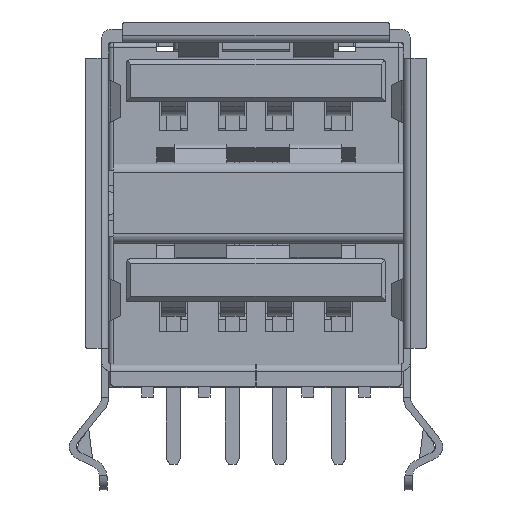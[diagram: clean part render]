
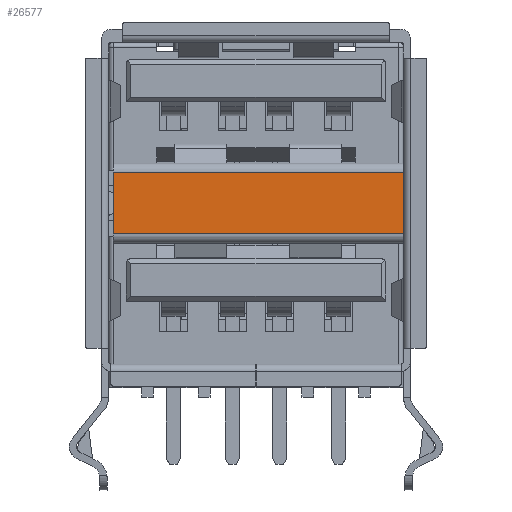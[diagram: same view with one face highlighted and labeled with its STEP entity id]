
A CAD part, front view. The second image highlights one B-rep face of the part: STEP entity #26577.
In plain terms, the highlighted planar face has unit normal (0, -1, 0).
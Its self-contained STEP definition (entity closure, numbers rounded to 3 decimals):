
#1518=PLANE('',#28729);
#2805=FACE_OUTER_BOUND('',#4199,.T.);
#4199=EDGE_LOOP('',(#24495,#24496,#24497,#24498));
#7212=LINE('',#43700,#10218);
#7213=LINE('',#43703,#10219);
#7214=LINE('',#43705,#10220);
#7215=LINE('',#43706,#10221);
#10218=VECTOR('',#35813,1000.);
#10219=VECTOR('',#35816,1000.);
#10220=VECTOR('',#35817,1000.);
#10221=VECTOR('',#35818,1000.);
#13385=VERTEX_POINT('',#43696);
#13386=VERTEX_POINT('',#43698);
#13387=VERTEX_POINT('',#43702);
#13388=VERTEX_POINT('',#43704);
#17146=EDGE_CURVE('',#13386,#13385,#7212,.T.);
#17147=EDGE_CURVE('',#13385,#13387,#7213,.T.);
#17148=EDGE_CURVE('',#13386,#13388,#7214,.T.);
#17149=EDGE_CURVE('',#13388,#13387,#7215,.T.);
#24495=ORIENTED_EDGE('',*,*,#17147,.F.);
#24496=ORIENTED_EDGE('',*,*,#17146,.F.);
#24497=ORIENTED_EDGE('',*,*,#17148,.T.);
#24498=ORIENTED_EDGE('',*,*,#17149,.T.);
#26577=ADVANCED_FACE('',(#2805),#1518,.T.);
#28729=AXIS2_PLACEMENT_3D('',#43701,#35814,#35815);
#35813=DIRECTION('',(1.,0.,0.));
#35814=DIRECTION('center_axis',(0.,-1.,0.));
#35815=DIRECTION('ref_axis',(0.,0.,-1.));
#35816=DIRECTION('',(0.,0.,-1.));
#35817=DIRECTION('',(0.,0.,-1.));
#35818=DIRECTION('',(1.,0.,0.));
#43696=CARTESIAN_POINT('',(6.25,-8.455,1.3));
#43698=CARTESIAN_POINT('',(-6.05,-8.455,1.3));
#43700=CARTESIAN_POINT('',(-6.05,-8.455,1.3));
#43701=CARTESIAN_POINT('Origin',(-6.05,-8.455,1.4));
#43702=CARTESIAN_POINT('',(6.25,-8.455,-1.3));
#43703=CARTESIAN_POINT('',(6.25,-8.455,1.4));
#43704=CARTESIAN_POINT('',(-6.05,-8.455,-1.3));
#43705=CARTESIAN_POINT('',(-6.05,-8.455,1.4));
#43706=CARTESIAN_POINT('',(-6.05,-8.455,-1.3));
